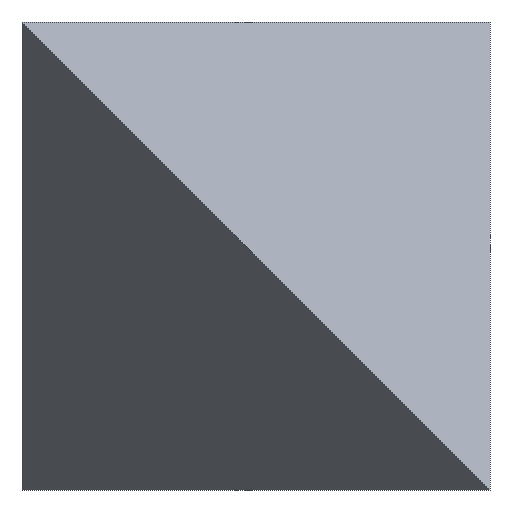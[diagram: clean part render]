
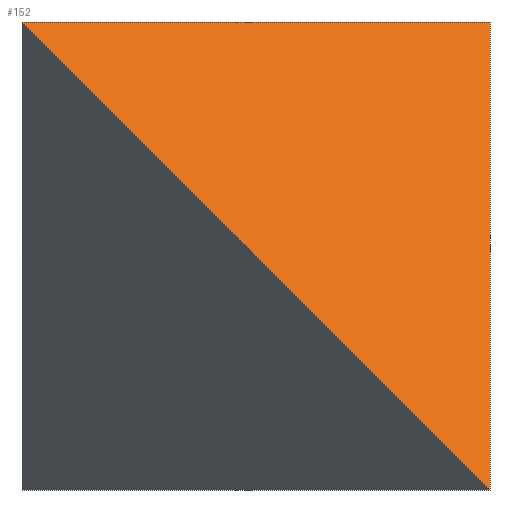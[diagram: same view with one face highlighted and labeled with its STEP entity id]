
A CAD part, front view. The second image highlights one B-rep face of the part: STEP entity #152.
In plain terms, the highlighted planar face has unit normal (0.577, -0.577, 0.577).
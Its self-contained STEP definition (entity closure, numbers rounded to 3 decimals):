
#22 = VERTEX_POINT('',#23);
#23 = CARTESIAN_POINT('',(8.66,8.66,8.66)
  );
#32 = PLANE('',#33);
#33 = AXIS2_PLACEMENT_3D('',#34,#35,#36);
#34 = CARTESIAN_POINT('',(-2.887,2.887,2.887)
  );
#35 = DIRECTION('',(-0.577,0.577,0.577));
#36 = DIRECTION('',(-0.707,0.,-0.707));
#44 = PLANE('',#45);
#45 = AXIS2_PLACEMENT_3D('',#46,#47,#48);
#46 = CARTESIAN_POINT('',(2.887,2.887,-2.887)
  );
#47 = DIRECTION('',(0.577,0.577,-0.577));
#48 = DIRECTION('',(0.,0.707,0.707));
#56 = VERTEX_POINT('',#57);
#57 = CARTESIAN_POINT('',(-8.66,-8.66,8.66
    ));
#71 = PLANE('',#72);
#72 = AXIS2_PLACEMENT_3D('',#73,#74,#75);
#73 = CARTESIAN_POINT('',(-2.887,-2.887,
    -2.887));
#74 = DIRECTION('',(-0.577,-0.577,-0.577));
#75 = DIRECTION('',(-0.707,0.,0.707));
#82 = EDGE_CURVE('',#56,#22,#83,.T.);
#83 = SURFACE_CURVE('',#84,(#88,#95),.PCURVE_S1.);
#84 = LINE('',#85,#86);
#85 = CARTESIAN_POINT('',(-8.66,-8.66,8.66
    ));
#86 = VECTOR('',#87,1.);
#87 = DIRECTION('',(0.707,0.707,0.));
#88 = PCURVE('',#32,#89);
#89 = DEFINITIONAL_REPRESENTATION('',(#90),#94);
#90 = LINE('',#91,#92);
#91 = CARTESIAN_POINT('',(0.,14.142));
#92 = VECTOR('',#93,1.);
#93 = DIRECTION('',(-0.5,-0.866));
#94 = ( GEOMETRIC_REPRESENTATION_CONTEXT(2) 
PARAMETRIC_REPRESENTATION_CONTEXT() REPRESENTATION_CONTEXT('2D SPACE',''
  ) );
#95 = PCURVE('',#96,#101);
#96 = PLANE('',#97);
#97 = AXIS2_PLACEMENT_3D('',#98,#99,#100);
#98 = CARTESIAN_POINT('',(2.887,-2.887,2.887)
  );
#99 = DIRECTION('',(0.577,-0.577,0.577));
#100 = DIRECTION('',(0.707,0.,-0.707));
#101 = DEFINITIONAL_REPRESENTATION('',(#102),#105);
#102 = B_SPLINE_CURVE_WITH_KNOTS('',1,(#103,#104),.UNSPECIFIED.,.F.,.F.,
  (2,2),(0.,24.495),.PIECEWISE_BEZIER_KNOTS.);
#103 = CARTESIAN_POINT('',(-12.247,-7.071));
#104 = CARTESIAN_POINT('',(0.,14.142));
#105 = ( GEOMETRIC_REPRESENTATION_CONTEXT(2) 
PARAMETRIC_REPRESENTATION_CONTEXT() REPRESENTATION_CONTEXT('2D SPACE',''
  ) );
#111 = EDGE_CURVE('',#22,#112,#114,.T.);
#112 = VERTEX_POINT('',#113);
#113 = CARTESIAN_POINT('',(8.66,-8.66,
    -8.66));
#114 = SURFACE_CURVE('',#115,(#119,#126),.PCURVE_S1.);
#115 = LINE('',#116,#117);
#116 = CARTESIAN_POINT('',(8.66,8.66,8.66)
  );
#117 = VECTOR('',#118,1.);
#118 = DIRECTION('',(0.,-0.707,-0.707));
#119 = PCURVE('',#44,#120);
#120 = DEFINITIONAL_REPRESENTATION('',(#121),#125);
#121 = LINE('',#122,#123);
#122 = CARTESIAN_POINT('',(12.247,7.071));
#123 = VECTOR('',#124,1.);
#124 = DIRECTION('',(-1.,0.));
#125 = ( GEOMETRIC_REPRESENTATION_CONTEXT(2) 
PARAMETRIC_REPRESENTATION_CONTEXT() REPRESENTATION_CONTEXT('2D SPACE',''
  ) );
#126 = PCURVE('',#96,#127);
#127 = DEFINITIONAL_REPRESENTATION('',(#128),#131);
#128 = B_SPLINE_CURVE_WITH_KNOTS('',1,(#129,#130),.UNSPECIFIED.,.F.,.F.,
  (2,2),(0.,24.495),.PIECEWISE_BEZIER_KNOTS.);
#129 = CARTESIAN_POINT('',(0.,14.142));
#130 = CARTESIAN_POINT('',(12.247,-7.071));
#131 = ( GEOMETRIC_REPRESENTATION_CONTEXT(2) 
PARAMETRIC_REPRESENTATION_CONTEXT() REPRESENTATION_CONTEXT('2D SPACE',''
  ) );
#152 = ADVANCED_FACE('',(#153),#96,.T.);
#153 = FACE_BOUND('',#154,.T.);
#154 = EDGE_LOOP('',(#155,#156,#176));
#155 = ORIENTED_EDGE('',*,*,#82,.F.);
#156 = ORIENTED_EDGE('',*,*,#157,.T.);
#157 = EDGE_CURVE('',#56,#112,#158,.T.);
#158 = SURFACE_CURVE('',#159,(#163,#170),.PCURVE_S1.);
#159 = LINE('',#160,#161);
#160 = CARTESIAN_POINT('',(-8.66,-8.66,
    8.66));
#161 = VECTOR('',#162,1.);
#162 = DIRECTION('',(0.707,0.,-0.707));
#163 = PCURVE('',#96,#164);
#164 = DEFINITIONAL_REPRESENTATION('',(#165),#169);
#165 = LINE('',#166,#167);
#166 = CARTESIAN_POINT('',(-12.247,-7.071));
#167 = VECTOR('',#168,1.);
#168 = DIRECTION('',(1.,0.));
#169 = ( GEOMETRIC_REPRESENTATION_CONTEXT(2) 
PARAMETRIC_REPRESENTATION_CONTEXT() REPRESENTATION_CONTEXT('2D SPACE',''
  ) );
#170 = PCURVE('',#71,#171);
#171 = DEFINITIONAL_REPRESENTATION('',(#172),#175);
#172 = B_SPLINE_CURVE_WITH_KNOTS('',1,(#173,#174),.UNSPECIFIED.,.F.,.F.,
  (2,2),(0.,24.495),.PIECEWISE_BEZIER_KNOTS.);
#173 = CARTESIAN_POINT('',(12.247,-7.071));
#174 = CARTESIAN_POINT('',(-12.247,-7.071));
#175 = ( GEOMETRIC_REPRESENTATION_CONTEXT(2) 
PARAMETRIC_REPRESENTATION_CONTEXT() REPRESENTATION_CONTEXT('2D SPACE',''
  ) );
#176 = ORIENTED_EDGE('',*,*,#111,.F.);
